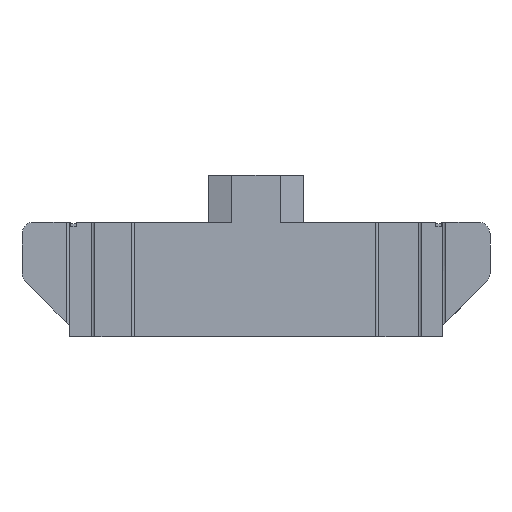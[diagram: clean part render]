
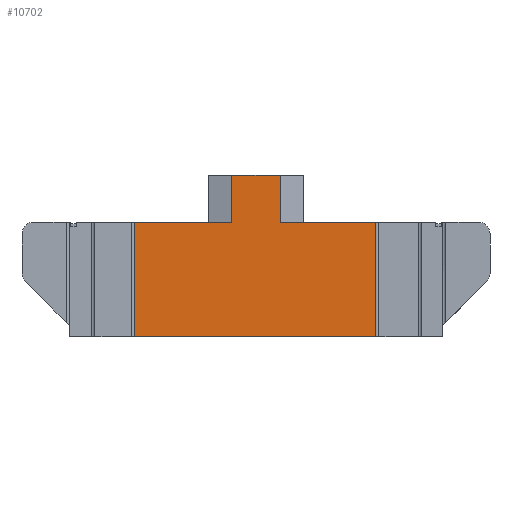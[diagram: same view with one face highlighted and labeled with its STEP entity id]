
A CAD part, front view. The second image highlights one B-rep face of the part: STEP entity #10702.
In plain terms, the highlighted planar face has unit normal (0, -1, 0).
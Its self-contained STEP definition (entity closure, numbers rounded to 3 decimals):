
#44 = PLANE('',#45);
#45 = AXIS2_PLACEMENT_3D('',#46,#47,#48);
#46 = CARTESIAN_POINT('',(-11.05,19.2,2.3));
#47 = DIRECTION('',(-0.,0.,-1.));
#48 = DIRECTION('',(0.,1.,0.));
#100 = PLANE('',#101);
#101 = AXIS2_PLACEMENT_3D('',#102,#103,#104);
#102 = CARTESIAN_POINT('',(-16.,36.,-5.5));
#103 = DIRECTION('',(0.,0.,1.));
#104 = DIRECTION('',(0.,-1.,0.));
#512 = VERTEX_POINT('',#513);
#513 = CARTESIAN_POINT('',(8.15,-19.9,2.3));
#532 = CYLINDRICAL_SURFACE('',#533,0.2);
#533 = AXIS2_PLACEMENT_3D('',#534,#535,#536);
#534 = CARTESIAN_POINT('',(8.35,-19.9,-7.7));
#535 = DIRECTION('',(0.,0.,1.));
#536 = DIRECTION('',(0.,1.,0.));
#544 = EDGE_CURVE('',#512,#545,#547,.T.);
#545 = VERTEX_POINT('',#546);
#546 = CARTESIAN_POINT('',(1.65,-19.9,2.3));
#547 = SURFACE_CURVE('',#548,(#552,#559),.PCURVE_S1.);
#548 = LINE('',#549,#550);
#549 = CARTESIAN_POINT('',(12.7,-19.9,2.3));
#550 = VECTOR('',#551,1.);
#551 = DIRECTION('',(-1.,0.,0.));
#552 = PCURVE('',#44,#553);
#553 = DEFINITIONAL_REPRESENTATION('',(#554),#558);
#554 = LINE('',#555,#556);
#555 = CARTESIAN_POINT('',(-39.1,23.75));
#556 = VECTOR('',#557,1.);
#557 = DIRECTION('',(0.,-1.));
#558 = ( GEOMETRIC_REPRESENTATION_CONTEXT(2) 
PARAMETRIC_REPRESENTATION_CONTEXT() REPRESENTATION_CONTEXT('2D SPACE',''
  ) );
#559 = PCURVE('',#560,#565);
#560 = PLANE('',#561);
#561 = AXIS2_PLACEMENT_3D('',#562,#563,#564);
#562 = CARTESIAN_POINT('',(8.,-19.9,-7.7));
#563 = DIRECTION('',(0.,1.,0.));
#564 = DIRECTION('',(0.,0.,1.));
#565 = DEFINITIONAL_REPRESENTATION('',(#566),#570);
#566 = LINE('',#567,#568);
#567 = CARTESIAN_POINT('',(10.,4.7));
#568 = VECTOR('',#569,1.);
#569 = DIRECTION('',(0.,-1.));
#570 = ( GEOMETRIC_REPRESENTATION_CONTEXT(2) 
PARAMETRIC_REPRESENTATION_CONTEXT() REPRESENTATION_CONTEXT('2D SPACE',''
  ) );
#588 = PLANE('',#589);
#589 = AXIS2_PLACEMENT_3D('',#590,#591,#592);
#590 = CARTESIAN_POINT('',(2.45,-19.667,2.3));
#591 = DIRECTION('',(0.28,-0.96,0.));
#592 = DIRECTION('',(0.,0.,-1.));
#3381 = PLANE('',#3382);
#3382 = AXIS2_PLACEMENT_3D('',#3383,#3384,#3385);
#3383 = CARTESIAN_POINT('',(-1.65,-20.,5.5));
#3384 = DIRECTION('',(0.,0.,1.));
#3385 = DIRECTION('',(1.,0.,-0.));
#3437 = PLANE('',#3438);
#3438 = AXIS2_PLACEMENT_3D('',#3439,#3440,#3441);
#3439 = CARTESIAN_POINT('',(-11.05,19.2,2.3));
#3440 = DIRECTION('',(-0.,0.,-1.));
#3441 = DIRECTION('',(0.,1.,0.));
#4188 = VERTEX_POINT('',#4189);
#4189 = CARTESIAN_POINT('',(-8.25,-19.9,-5.5));
#4203 = PLANE('',#4204);
#4204 = AXIS2_PLACEMENT_3D('',#4205,#4206,#4207);
#4205 = CARTESIAN_POINT('',(-8.25,-19.1,2.3));
#4206 = DIRECTION('',(-1.,0.,0.));
#4207 = DIRECTION('',(0.,-1.,0.));
#4215 = EDGE_CURVE('',#4188,#4216,#4218,.T.);
#4216 = VERTEX_POINT('',#4217);
#4217 = CARTESIAN_POINT('',(8.15,-19.9,-5.5));
#4218 = SURFACE_CURVE('',#4219,(#4223,#4230),.PCURVE_S1.);
#4219 = LINE('',#4220,#4221);
#4220 = CARTESIAN_POINT('',(12.,-19.9,-5.5));
#4221 = VECTOR('',#4222,1.);
#4222 = DIRECTION('',(1.,0.,0.));
#4223 = PCURVE('',#100,#4224);
#4224 = DEFINITIONAL_REPRESENTATION('',(#4225),#4229);
#4225 = LINE('',#4226,#4227);
#4226 = CARTESIAN_POINT('',(55.9,28.));
#4227 = VECTOR('',#4228,1.);
#4228 = DIRECTION('',(0.,1.));
#4229 = ( GEOMETRIC_REPRESENTATION_CONTEXT(2) 
PARAMETRIC_REPRESENTATION_CONTEXT() REPRESENTATION_CONTEXT('2D SPACE',''
  ) );
#4230 = PCURVE('',#560,#4231);
#4231 = DEFINITIONAL_REPRESENTATION('',(#4232),#4236);
#4232 = LINE('',#4233,#4234);
#4233 = CARTESIAN_POINT('',(2.2,4.));
#4234 = VECTOR('',#4235,1.);
#4235 = DIRECTION('',(0.,1.));
#4236 = ( GEOMETRIC_REPRESENTATION_CONTEXT(2) 
PARAMETRIC_REPRESENTATION_CONTEXT() REPRESENTATION_CONTEXT('2D SPACE',''
  ) );
#10658 = EDGE_CURVE('',#545,#10659,#10661,.T.);
#10659 = VERTEX_POINT('',#10660);
#10660 = CARTESIAN_POINT('',(1.65,-19.9,5.5));
#10661 = SURFACE_CURVE('',#10662,(#10666,#10673),.PCURVE_S1.);
#10662 = LINE('',#10663,#10664);
#10663 = CARTESIAN_POINT('',(1.65,-19.9,3.9));
#10664 = VECTOR('',#10665,1.);
#10665 = DIRECTION('',(-0.,0.,1.));
#10666 = PCURVE('',#588,#10667);
#10667 = DEFINITIONAL_REPRESENTATION('',(#10668),#10672);
#10668 = LINE('',#10669,#10670);
#10669 = CARTESIAN_POINT('',(-1.6,-0.833));
#10670 = VECTOR('',#10671,1.);
#10671 = DIRECTION('',(-1.,0.));
#10672 = ( GEOMETRIC_REPRESENTATION_CONTEXT(2) 
PARAMETRIC_REPRESENTATION_CONTEXT() REPRESENTATION_CONTEXT('2D SPACE',''
  ) );
#10673 = PCURVE('',#560,#10674);
#10674 = DEFINITIONAL_REPRESENTATION('',(#10675),#10679);
#10675 = LINE('',#10676,#10677);
#10676 = CARTESIAN_POINT('',(11.6,-6.35));
#10677 = VECTOR('',#10678,1.);
#10678 = DIRECTION('',(1.,0.));
#10679 = ( GEOMETRIC_REPRESENTATION_CONTEXT(2) 
PARAMETRIC_REPRESENTATION_CONTEXT() REPRESENTATION_CONTEXT('2D SPACE',''
  ) );
#10702 = ADVANCED_FACE('',(#10703),#560,.F.);
#10703 = FACE_BOUND('',#10704,.F.);
#10704 = EDGE_LOOP('',(#10705,#10706,#10729,#10752,#10780,#10801,#10802,
    #10803));
#10705 = ORIENTED_EDGE('',*,*,#4215,.F.);
#10706 = ORIENTED_EDGE('',*,*,#10707,.T.);
#10707 = EDGE_CURVE('',#4188,#10708,#10710,.T.);
#10708 = VERTEX_POINT('',#10709);
#10709 = CARTESIAN_POINT('',(-8.25,-19.9,2.3));
#10710 = SURFACE_CURVE('',#10711,(#10715,#10722),.PCURVE_S1.);
#10711 = LINE('',#10712,#10713);
#10712 = CARTESIAN_POINT('',(-8.25,-19.9,-1.6));
#10713 = VECTOR('',#10714,1.);
#10714 = DIRECTION('',(0.,-0.,1.));
#10715 = PCURVE('',#560,#10716);
#10716 = DEFINITIONAL_REPRESENTATION('',(#10717),#10721);
#10717 = LINE('',#10718,#10719);
#10718 = CARTESIAN_POINT('',(6.1,-16.25));
#10719 = VECTOR('',#10720,1.);
#10720 = DIRECTION('',(1.,0.));
#10721 = ( GEOMETRIC_REPRESENTATION_CONTEXT(2) 
PARAMETRIC_REPRESENTATION_CONTEXT() REPRESENTATION_CONTEXT('2D SPACE',''
  ) );
#10722 = PCURVE('',#4203,#10723);
#10723 = DEFINITIONAL_REPRESENTATION('',(#10724),#10728);
#10724 = LINE('',#10725,#10726);
#10725 = CARTESIAN_POINT('',(0.8,-3.9));
#10726 = VECTOR('',#10727,1.);
#10727 = DIRECTION('',(0.,1.));
#10728 = ( GEOMETRIC_REPRESENTATION_CONTEXT(2) 
PARAMETRIC_REPRESENTATION_CONTEXT() REPRESENTATION_CONTEXT('2D SPACE',''
  ) );
#10729 = ORIENTED_EDGE('',*,*,#10730,.F.);
#10730 = EDGE_CURVE('',#10731,#10708,#10733,.T.);
#10731 = VERTEX_POINT('',#10732);
#10732 = CARTESIAN_POINT('',(-1.65,-19.9,2.3));
#10733 = SURFACE_CURVE('',#10734,(#10738,#10745),.PCURVE_S1.);
#10734 = LINE('',#10735,#10736);
#10735 = CARTESIAN_POINT('',(12.7,-19.9,2.3));
#10736 = VECTOR('',#10737,1.);
#10737 = DIRECTION('',(-1.,0.,0.));
#10738 = PCURVE('',#560,#10739);
#10739 = DEFINITIONAL_REPRESENTATION('',(#10740),#10744);
#10740 = LINE('',#10741,#10742);
#10741 = CARTESIAN_POINT('',(10.,4.7));
#10742 = VECTOR('',#10743,1.);
#10743 = DIRECTION('',(0.,-1.));
#10744 = ( GEOMETRIC_REPRESENTATION_CONTEXT(2) 
PARAMETRIC_REPRESENTATION_CONTEXT() REPRESENTATION_CONTEXT('2D SPACE',''
  ) );
#10745 = PCURVE('',#3437,#10746);
#10746 = DEFINITIONAL_REPRESENTATION('',(#10747),#10751);
#10747 = LINE('',#10748,#10749);
#10748 = CARTESIAN_POINT('',(-39.1,23.75));
#10749 = VECTOR('',#10750,1.);
#10750 = DIRECTION('',(0.,-1.));
#10751 = ( GEOMETRIC_REPRESENTATION_CONTEXT(2) 
PARAMETRIC_REPRESENTATION_CONTEXT() REPRESENTATION_CONTEXT('2D SPACE',''
  ) );
#10752 = ORIENTED_EDGE('',*,*,#10753,.F.);
#10753 = EDGE_CURVE('',#10754,#10731,#10756,.T.);
#10754 = VERTEX_POINT('',#10755);
#10755 = CARTESIAN_POINT('',(-1.65,-19.9,5.5));
#10756 = SURFACE_CURVE('',#10757,(#10761,#10768),.PCURVE_S1.);
#10757 = LINE('',#10758,#10759);
#10758 = CARTESIAN_POINT('',(-1.65,-19.9,2.3));
#10759 = VECTOR('',#10760,1.);
#10760 = DIRECTION('',(0.,0.,-1.));
#10761 = PCURVE('',#560,#10762);
#10762 = DEFINITIONAL_REPRESENTATION('',(#10763),#10767);
#10763 = LINE('',#10764,#10765);
#10764 = CARTESIAN_POINT('',(10.,-9.65));
#10765 = VECTOR('',#10766,1.);
#10766 = DIRECTION('',(-1.,0.));
#10767 = ( GEOMETRIC_REPRESENTATION_CONTEXT(2) 
PARAMETRIC_REPRESENTATION_CONTEXT() REPRESENTATION_CONTEXT('2D SPACE',''
  ) );
#10768 = PCURVE('',#10769,#10774);
#10769 = PLANE('',#10770);
#10770 = AXIS2_PLACEMENT_3D('',#10771,#10772,#10773);
#10771 = CARTESIAN_POINT('',(-2.45,-19.667,2.3));
#10772 = DIRECTION('',(0.28,0.96,0.));
#10773 = DIRECTION('',(0.,0.,-1.));
#10774 = DEFINITIONAL_REPRESENTATION('',(#10775),#10779);
#10775 = LINE('',#10776,#10777);
#10776 = CARTESIAN_POINT('',(0.,-0.833));
#10777 = VECTOR('',#10778,1.);
#10778 = DIRECTION('',(1.,-0.));
#10779 = ( GEOMETRIC_REPRESENTATION_CONTEXT(2) 
PARAMETRIC_REPRESENTATION_CONTEXT() REPRESENTATION_CONTEXT('2D SPACE',''
  ) );
#10780 = ORIENTED_EDGE('',*,*,#10781,.F.);
#10781 = EDGE_CURVE('',#10659,#10754,#10782,.T.);
#10782 = SURFACE_CURVE('',#10783,(#10787,#10794),.PCURVE_S1.);
#10783 = LINE('',#10784,#10785);
#10784 = CARTESIAN_POINT('',(3.25,-19.9,5.5));
#10785 = VECTOR('',#10786,1.);
#10786 = DIRECTION('',(-1.,0.,0.));
#10787 = PCURVE('',#560,#10788);
#10788 = DEFINITIONAL_REPRESENTATION('',(#10789),#10793);
#10789 = LINE('',#10790,#10791);
#10790 = CARTESIAN_POINT('',(13.2,-4.75));
#10791 = VECTOR('',#10792,1.);
#10792 = DIRECTION('',(0.,-1.));
#10793 = ( GEOMETRIC_REPRESENTATION_CONTEXT(2) 
PARAMETRIC_REPRESENTATION_CONTEXT() REPRESENTATION_CONTEXT('2D SPACE',''
  ) );
#10794 = PCURVE('',#3381,#10795);
#10795 = DEFINITIONAL_REPRESENTATION('',(#10796),#10800);
#10796 = LINE('',#10797,#10798);
#10797 = CARTESIAN_POINT('',(4.9,0.1));
#10798 = VECTOR('',#10799,1.);
#10799 = DIRECTION('',(-1.,0.));
#10800 = ( GEOMETRIC_REPRESENTATION_CONTEXT(2) 
PARAMETRIC_REPRESENTATION_CONTEXT() REPRESENTATION_CONTEXT('2D SPACE',''
  ) );
#10801 = ORIENTED_EDGE('',*,*,#10658,.F.);
#10802 = ORIENTED_EDGE('',*,*,#544,.F.);
#10803 = ORIENTED_EDGE('',*,*,#10804,.F.);
#10804 = EDGE_CURVE('',#4216,#512,#10805,.T.);
#10805 = SURFACE_CURVE('',#10806,(#10810,#10817),.PCURVE_S1.);
#10806 = LINE('',#10807,#10808);
#10807 = CARTESIAN_POINT('',(8.15,-19.9,-7.7));
#10808 = VECTOR('',#10809,1.);
#10809 = DIRECTION('',(0.,0.,1.));
#10810 = PCURVE('',#560,#10811);
#10811 = DEFINITIONAL_REPRESENTATION('',(#10812),#10816);
#10812 = LINE('',#10813,#10814);
#10813 = CARTESIAN_POINT('',(0.,0.15));
#10814 = VECTOR('',#10815,1.);
#10815 = DIRECTION('',(1.,0.));
#10816 = ( GEOMETRIC_REPRESENTATION_CONTEXT(2) 
PARAMETRIC_REPRESENTATION_CONTEXT() REPRESENTATION_CONTEXT('2D SPACE',''
  ) );
#10817 = PCURVE('',#532,#10818);
#10818 = DEFINITIONAL_REPRESENTATION('',(#10819),#10823);
#10819 = LINE('',#10820,#10821);
#10820 = CARTESIAN_POINT('',(7.854,0.));
#10821 = VECTOR('',#10822,1.);
#10822 = DIRECTION('',(0.,1.));
#10823 = ( GEOMETRIC_REPRESENTATION_CONTEXT(2) 
PARAMETRIC_REPRESENTATION_CONTEXT() REPRESENTATION_CONTEXT('2D SPACE',''
  ) );
